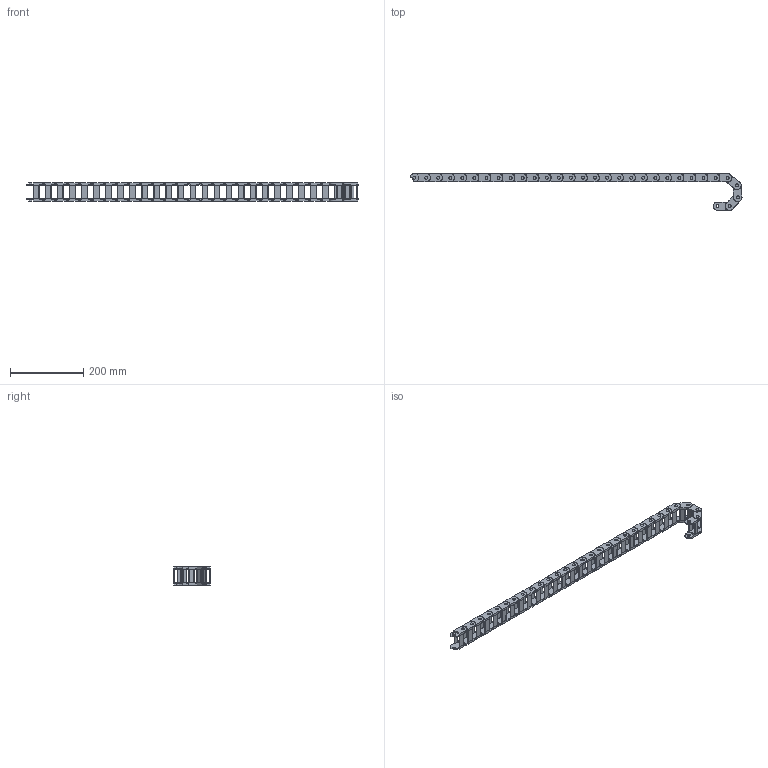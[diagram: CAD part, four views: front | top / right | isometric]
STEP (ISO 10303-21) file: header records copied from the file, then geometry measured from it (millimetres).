
FILE_DESCRIPTION (( 'STEP AP203' ), '1' );
FILE_NAME ('CDC-0.7X1.5R1.5N.step', '2024-04-09T20:02:55', ( '' ), ( '' ), 'SwSTEP 2.0', 'SolidWorks 2023', '' );
FILE_SCHEMA (( 'CONFIG_CONTROL_DESIGN' ));
Products named in the file (1): CDC-0.7X1.5R1.5N
Bounding box: 908.63 x 100.88 x 50 mm (x, y, z)
Volume: 323575.1 mm3; surface area: 243788.4 mm2
Topology: 30 solids, 30 shells, 2370 faces, 6570 edges, 4380 vertices
Faces by surface type: cylinder 1260, plane 1110
Entity records: 77093 total; most frequent: DIRECTION 13952, CARTESIAN_POINT 13321, ORIENTED_EDGE 13140, EDGE_CURVE 6570, AXIS2_PLACEMENT_3D 5011, VERTEX_POINT 4380, VECTOR 3930, LINE 3930
